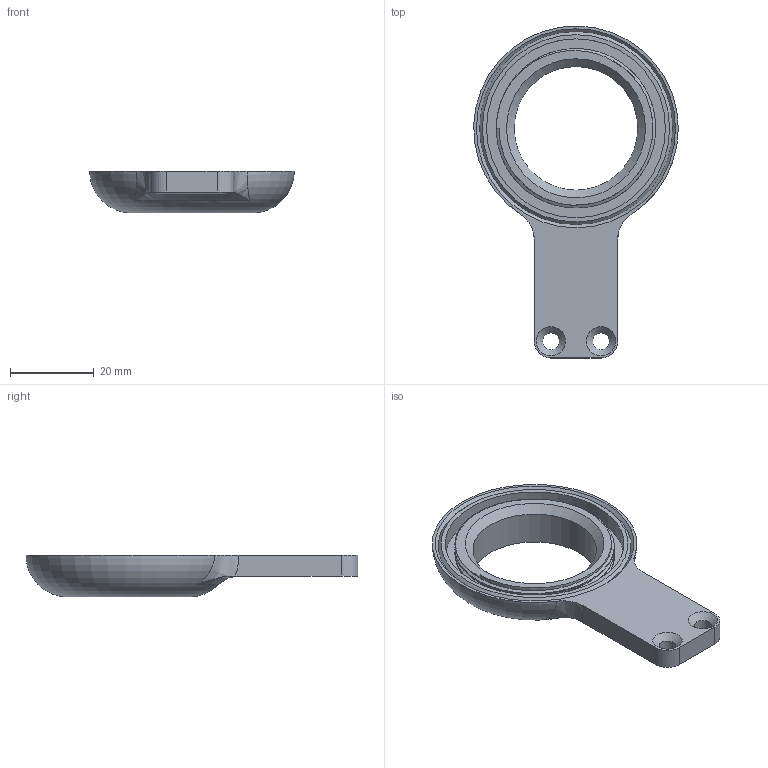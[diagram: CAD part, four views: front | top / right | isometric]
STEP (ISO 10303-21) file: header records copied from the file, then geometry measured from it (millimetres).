
FILE_DESCRIPTION(/* description */ (''),/* implementation_level */ '2;1');
FILE_NAME(/* name */ 'doughnut bottom.step',/* time_stamp */ '2025-11-09T19:01:59+01:00',/* author */ (''),/* organization */ (''),/* preprocessor_version */ 'ST-DEVELOPER v20.1',/* originating_system */ 'Autodesk Translation Framework v14.21.0.0',/* authorisation */ '');
FILE_SCHEMA (('AUTOMOTIVE_DESIGN { 1 0 10303 214 3 1 1 }'));
Length unit declared in the file: millimetre
Products named in the file (1): horizonal hold
Bounding box: 48.99 x 79.5 x 10 mm (x, y, z)
Volume: 10383.1 mm3; surface area: 6994.6 mm2
Topology: 1 solids, 1 shells, 32 faces, 82 edges, 54 vertices
Faces by surface type: cylinder 10, plane 10, bspline 6, cone 5, torus 1
Full cylindrical faces by diameter (mm): 4 x2, 29.6 x1, 36.849 x2, 42.849 x1
Entity records: 2217 total; most frequent: CARTESIAN_POINT 1442, ORIENTED_EDGE 164, DIRECTION 132, EDGE_CURVE 82, VERTEX_POINT 54, AXIS2_PLACEMENT_3D 52, EDGE_LOOP 40, FACE_OUTER_BOUND 32
